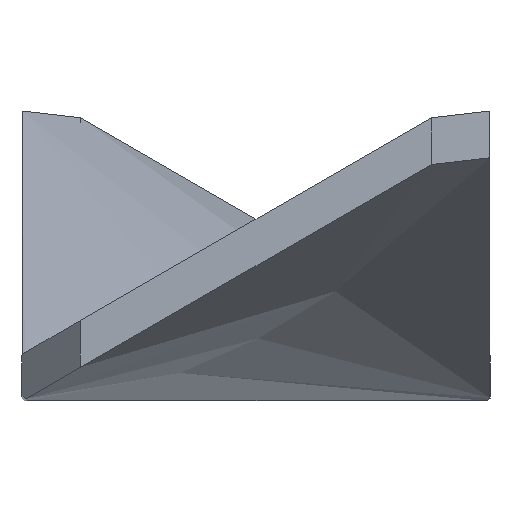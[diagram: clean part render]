
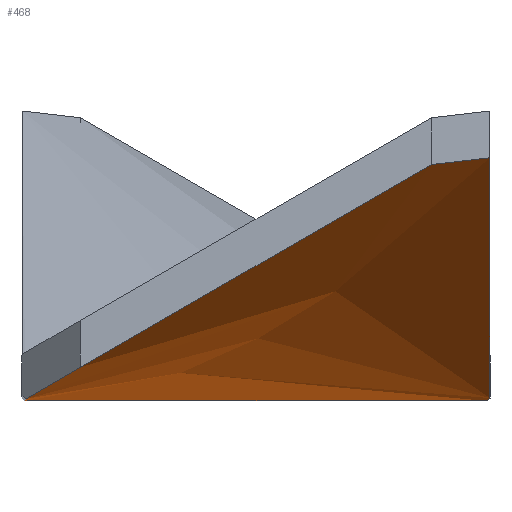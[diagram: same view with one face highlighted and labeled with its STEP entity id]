
A CAD part, left-side view. The second image highlights one B-rep face of the part: STEP entity #468.
In plain terms, the highlighted free-form (B-spline) face has degree [3, 1] with [4, 2] control points.
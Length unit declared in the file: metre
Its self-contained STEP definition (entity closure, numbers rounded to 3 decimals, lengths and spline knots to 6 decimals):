
#19=B_SPLINE_SURFACE_WITH_KNOTS('',3,1,((#766,#767),(#768,#769),(#770,#771),
(#772,#773)),.RULED_SURF.,.F.,.F.,.F.,(4,4),(2,2),(0.000288,
1.),(0.,1.),.PIECEWISE_BEZIER_KNOTS.);
#37=B_SPLINE_CURVE_WITH_KNOTS('',3,(#774,#775,#776,#777),.UNSPECIFIED.,
 .F.,.F.,(4,4),(0.,0.000647),
 .UNSPECIFIED.);
#38=B_SPLINE_CURVE_WITH_KNOTS('',3,(#778,#779,#780,#781),.UNSPECIFIED.,
 .F.,.F.,(4,4),(0.,0.007095),.UNSPECIFIED.);
#39=B_SPLINE_CURVE_WITH_KNOTS('',3,(#785,#786,#787,#788),.UNSPECIFIED.,
 .F.,.F.,(4,4),(0.,0.007086),.UNSPECIFIED.);
#40=B_SPLINE_CURVE_WITH_KNOTS('',3,(#790,#791,#792,#793),.UNSPECIFIED.,
 .F.,.F.,(4,4),(0.,1.),.UNSPECIFIED.);
#57=LINE('',#639,#85);
#65=LINE('',#677,#93);
#77=LINE('',#783,#105);
#85=VECTOR('',#550,1.);
#93=VECTOR('',#570,1.);
#105=VECTOR('',#586,1.);
#161=ORIENTED_EDGE('',*,*,#265,.F.);
#162=ORIENTED_EDGE('',*,*,#287,.T.);
#163=ORIENTED_EDGE('',*,*,#250,.T.);
#164=ORIENTED_EDGE('',*,*,#288,.T.);
#165=ORIENTED_EDGE('',*,*,#289,.F.);
#166=ORIENTED_EDGE('',*,*,#290,.T.);
#167=ORIENTED_EDGE('',*,*,#291,.T.);
#250=EDGE_CURVE('',#316,#317,#57,.T.);
#265=EDGE_CURVE('',#331,#332,#65,.T.);
#287=EDGE_CURVE('',#331,#316,#37,.T.);
#288=EDGE_CURVE('',#317,#347,#38,.T.);
#289=EDGE_CURVE('',#348,#347,#77,.T.);
#290=EDGE_CURVE('',#348,#349,#39,.T.);
#291=EDGE_CURVE('',#349,#332,#40,.T.);
#316=VERTEX_POINT('',#640);
#317=VERTEX_POINT('',#641);
#331=VERTEX_POINT('',#676);
#332=VERTEX_POINT('',#678);
#347=VERTEX_POINT('',#782);
#348=VERTEX_POINT('',#784);
#349=VERTEX_POINT('',#789);
#380=EDGE_LOOP('',(#161,#162,#163,#164,#165,#166,#167));
#422=FACE_BOUND('',#380,.T.);
#468=ADVANCED_FACE('',(#422),#19,.T.);
#550=DIRECTION('',(-0.908,0.,0.419));
#570=DIRECTION('',(0.,1.,0.));
#586=DIRECTION('',(0.,-0.866,0.5));
#639=CARTESIAN_POINT('',(-0.165,-0.02,0.011547));
#640=CARTESIAN_POINT('',(-0.140541,-0.02,0.00025));
#641=CARTESIAN_POINT('',(-0.185,-0.02,0.020785));
#676=CARTESIAN_POINT('',(-0.14,-0.01975,0.));
#677=CARTESIAN_POINT('',(-0.14,0.,0.));
#678=CARTESIAN_POINT('',(-0.14,0.01975,0.));
#766=CARTESIAN_POINT('',(-0.14,0.019989,0.));
#767=CARTESIAN_POINT('',(-0.19,0.019989,0.000007));
#768=CARTESIAN_POINT('',(-0.14,0.006659,0.));
#769=CARTESIAN_POINT('',(-0.19,0.006659,0.007702));
#770=CARTESIAN_POINT('',(-0.14,-0.00667,0.));
#771=CARTESIAN_POINT('',(-0.19,-0.00667,0.015398));
#772=CARTESIAN_POINT('',(-0.14,-0.02,0.));
#773=CARTESIAN_POINT('',(-0.19,-0.02,0.023094));
#774=CARTESIAN_POINT('',(-0.14,-0.01975,0.));
#775=CARTESIAN_POINT('',(-0.140181,-0.019833,0.000083));
#776=CARTESIAN_POINT('',(-0.140361,-0.019916,0.000166));
#777=CARTESIAN_POINT('',(-0.140541,-0.02,0.00025));
#778=CARTESIAN_POINT('',(-0.185,-0.02,0.020785));
#779=CARTESIAN_POINT('',(-0.186672,-0.018328,0.020688));
#780=CARTESIAN_POINT('',(-0.188339,-0.016661,0.020495));
#781=CARTESIAN_POINT('',(-0.19,-0.015,0.020207));
#782=CARTESIAN_POINT('',(-0.19,-0.015,0.020207));
#783=CARTESIAN_POINT('',(-0.19,0.,0.011547));
#784=CARTESIAN_POINT('',(-0.19,0.015,0.002887));
#785=CARTESIAN_POINT('',(-0.19,0.015,0.002887));
#786=CARTESIAN_POINT('',(-0.188476,0.016524,0.001919));
#787=CARTESIAN_POINT('',(-0.186931,0.018069,0.001018));
#788=CARTESIAN_POINT('',(-0.185366,0.019634,0.000192));
#789=CARTESIAN_POINT('',(-0.185366,0.019634,0.000192));
#790=CARTESIAN_POINT('',(-0.185366,0.019634,0.000192));
#791=CARTESIAN_POINT('',(-0.173586,0.019657,0.00013));
#792=CARTESIAN_POINT('',(-0.158464,0.019696,0.000053));
#793=CARTESIAN_POINT('',(-0.14,0.01975,0.));
